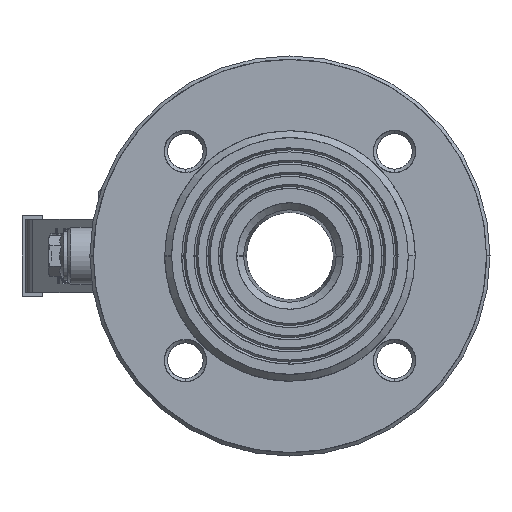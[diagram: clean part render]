
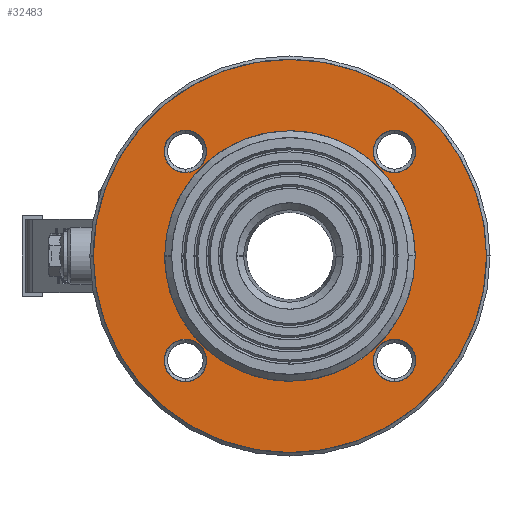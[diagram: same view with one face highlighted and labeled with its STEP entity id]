
A CAD part, left-side view. The second image highlights one B-rep face of the part: STEP entity #32483.
In plain terms, the highlighted planar face has unit normal (-1, 0, 0).
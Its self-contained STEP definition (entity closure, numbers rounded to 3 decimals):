
#8575=PLANE('',#43844);
#14542=ORIENTED_EDGE('',*,*,#21015,.F.);
#14543=ORIENTED_EDGE('',*,*,#21016,.F.);
#14544=ORIENTED_EDGE('',*,*,#21017,.F.);
#14545=ORIENTED_EDGE('',*,*,#21018,.F.);
#14546=ORIENTED_EDGE('',*,*,#21019,.F.);
#14547=ORIENTED_EDGE('',*,*,#21020,.F.);
#14548=ORIENTED_EDGE('',*,*,#21021,.F.);
#14549=ORIENTED_EDGE('',*,*,#21022,.F.);
#14550=ORIENTED_EDGE('',*,*,#21023,.F.);
#14551=ORIENTED_EDGE('',*,*,#21024,.F.);
#14552=ORIENTED_EDGE('',*,*,#21025,.F.);
#14553=ORIENTED_EDGE('',*,*,#21026,.F.);
#21015=EDGE_CURVE('',#26652,#26653,#28423,.F.);
#21016=EDGE_CURVE('',#26653,#26652,#28424,.F.);
#21017=EDGE_CURVE('',#26654,#26655,#28425,.F.);
#21018=EDGE_CURVE('',#26655,#26654,#28426,.F.);
#21019=EDGE_CURVE('',#26656,#26657,#28427,.F.);
#21020=EDGE_CURVE('',#26657,#26656,#28428,.F.);
#21021=EDGE_CURVE('',#26658,#26659,#28429,.F.);
#21022=EDGE_CURVE('',#26659,#26658,#28430,.F.);
#21023=EDGE_CURVE('',#26660,#26661,#28431,.F.);
#21024=EDGE_CURVE('',#26661,#26660,#28432,.F.);
#21025=EDGE_CURVE('',#26662,#26663,#28433,.F.);
#21026=EDGE_CURVE('',#26663,#26662,#28434,.F.);
#26652=VERTEX_POINT('',#68685);
#26653=VERTEX_POINT('',#68686);
#26654=VERTEX_POINT('',#68701);
#26655=VERTEX_POINT('',#68702);
#26656=VERTEX_POINT('',#68717);
#26657=VERTEX_POINT('',#68718);
#26658=VERTEX_POINT('',#68733);
#26659=VERTEX_POINT('',#68734);
#26660=VERTEX_POINT('',#68753);
#26661=VERTEX_POINT('',#68754);
#26662=VERTEX_POINT('',#68777);
#26663=VERTEX_POINT('',#68778);
#28423=B_SPLINE_CURVE_WITH_KNOTS('',3,(#68678,#68679,#68680,#68681,#68682,
#68683,#68684),.UNSPECIFIED.,.F.,.F.,(4,1,1,1,4),(0.,0.25,0.5,0.75,1.),
 .UNSPECIFIED.);
#28424=B_SPLINE_CURVE_WITH_KNOTS('',3,(#68687,#68688,#68689,#68690,#68691,
#68692,#68693),.UNSPECIFIED.,.F.,.F.,(4,1,1,1,4),(0.,0.25,0.5,0.75,1.),
 .UNSPECIFIED.);
#28425=B_SPLINE_CURVE_WITH_KNOTS('',3,(#68694,#68695,#68696,#68697,#68698,
#68699,#68700),.UNSPECIFIED.,.F.,.F.,(4,1,1,1,4),(0.,0.25,0.5,0.75,1.),
 .UNSPECIFIED.);
#28426=B_SPLINE_CURVE_WITH_KNOTS('',3,(#68703,#68704,#68705,#68706,#68707,
#68708,#68709),.UNSPECIFIED.,.F.,.F.,(4,1,1,1,4),(0.,0.25,0.5,0.75,1.),
 .UNSPECIFIED.);
#28427=B_SPLINE_CURVE_WITH_KNOTS('',3,(#68710,#68711,#68712,#68713,#68714,
#68715,#68716),.UNSPECIFIED.,.F.,.F.,(4,1,1,1,4),(0.,0.25,0.5,0.75,1.),
 .UNSPECIFIED.);
#28428=B_SPLINE_CURVE_WITH_KNOTS('',3,(#68719,#68720,#68721,#68722,#68723,
#68724,#68725),.UNSPECIFIED.,.F.,.F.,(4,1,1,1,4),(0.,0.25,0.5,0.75,1.),
 .UNSPECIFIED.);
#28429=B_SPLINE_CURVE_WITH_KNOTS('',3,(#68726,#68727,#68728,#68729,#68730,
#68731,#68732),.UNSPECIFIED.,.F.,.F.,(4,1,1,1,4),(0.,0.25,0.5,0.75,1.),
 .UNSPECIFIED.);
#28430=B_SPLINE_CURVE_WITH_KNOTS('',3,(#68735,#68736,#68737,#68738,#68739,
#68740,#68741),.UNSPECIFIED.,.F.,.F.,(4,1,1,1,4),(0.,0.25,0.5,0.75,1.),
 .UNSPECIFIED.);
#28431=B_SPLINE_CURVE_WITH_KNOTS('',3,(#68742,#68743,#68744,#68745,#68746,
#68747,#68748,#68749,#68750,#68751,#68752),.UNSPECIFIED.,.F.,.F.,(4,1,1,
1,1,1,1,1,4),(0.,0.125,0.25,0.375,0.5,0.625,0.75,0.875,1.),
 .UNSPECIFIED.);
#28432=B_SPLINE_CURVE_WITH_KNOTS('',3,(#68755,#68756,#68757,#68758,#68759,
#68760,#68761,#68762,#68763,#68764,#68765),.UNSPECIFIED.,.F.,.F.,(4,1,1,
1,1,1,1,1,4),(0.,0.125,0.25,0.375,0.5,0.625,0.75,0.875,1.),
 .UNSPECIFIED.);
#28433=B_SPLINE_CURVE_WITH_KNOTS('',3,(#68766,#68767,#68768,#68769,#68770,
#68771,#68772,#68773,#68774,#68775,#68776),.UNSPECIFIED.,.F.,.F.,(4,1,1,
1,1,1,1,1,4),(0.,0.125,0.25,0.375,0.5,0.625,0.75,0.875,1.),
 .UNSPECIFIED.);
#28434=B_SPLINE_CURVE_WITH_KNOTS('',3,(#68779,#68780,#68781,#68782,#68783,
#68784,#68785,#68786,#68787,#68788,#68789),.UNSPECIFIED.,.F.,.F.,(4,1,1,
1,1,1,1,1,4),(0.,0.125,0.25,0.375,0.5,0.625,0.75,0.875,1.),
 .UNSPECIFIED.);
#29539=EDGE_LOOP('',(#14542,#14543));
#29540=EDGE_LOOP('',(#14544,#14545));
#29541=EDGE_LOOP('',(#14546,#14547));
#29542=EDGE_LOOP('',(#14548,#14549));
#29543=EDGE_LOOP('',(#14550,#14551));
#29544=EDGE_LOOP('',(#14552,#14553));
#31058=FACE_BOUND('',#29539,.T.);
#31059=FACE_BOUND('',#29540,.T.);
#31060=FACE_BOUND('',#29541,.T.);
#31061=FACE_BOUND('',#29542,.T.);
#31062=FACE_BOUND('',#29543,.T.);
#31063=FACE_BOUND('',#29544,.T.);
#32483=ADVANCED_FACE('',(#31058,#31059,#31060,#31061,#31062,#31063),#8575,
 .F.);
#43844=AXIS2_PLACEMENT_3D('',#68677,#50297,#50298);
#50297=DIRECTION('',(1.,0.,0.));
#50298=DIRECTION('',(0.,-1.,0.));
#68677=CARTESIAN_POINT('',(-60.5,58.76,58.76));
#68678=CARTESIAN_POINT('',(-60.5,30.052,-36.152));
#68679=CARTESIAN_POINT('',(-60.5,31.641,-36.158));
#68680=CARTESIAN_POINT('',(-60.5,34.834,-34.829));
#68681=CARTESIAN_POINT('',(-60.5,36.811,-30.052));
#68682=CARTESIAN_POINT('',(-60.5,34.833,-25.275));
#68683=CARTESIAN_POINT('',(-60.5,31.643,-23.946));
#68684=CARTESIAN_POINT('',(-60.5,30.052,-23.952));
#68685=CARTESIAN_POINT('',(-60.5,30.052,-23.952));
#68686=CARTESIAN_POINT('',(-60.5,30.052,-36.152));
#68687=CARTESIAN_POINT('',(-60.5,30.052,-23.952));
#68688=CARTESIAN_POINT('',(-60.5,28.463,-23.946));
#68689=CARTESIAN_POINT('',(-60.5,25.27,-25.275));
#68690=CARTESIAN_POINT('',(-60.5,23.293,-30.052));
#68691=CARTESIAN_POINT('',(-60.5,25.271,-34.829));
#68692=CARTESIAN_POINT('',(-60.5,28.461,-36.158));
#68693=CARTESIAN_POINT('',(-60.5,30.052,-36.152));
#68694=CARTESIAN_POINT('',(-60.5,-30.052,-36.152));
#68695=CARTESIAN_POINT('',(-60.5,-28.463,-36.158));
#68696=CARTESIAN_POINT('',(-60.5,-25.27,-34.829));
#68697=CARTESIAN_POINT('',(-60.5,-23.293,-30.052));
#68698=CARTESIAN_POINT('',(-60.5,-25.271,-25.275));
#68699=CARTESIAN_POINT('',(-60.5,-28.461,-23.946));
#68700=CARTESIAN_POINT('',(-60.5,-30.052,-23.952));
#68701=CARTESIAN_POINT('',(-60.5,-30.052,-23.952));
#68702=CARTESIAN_POINT('',(-60.5,-30.052,-36.152));
#68703=CARTESIAN_POINT('',(-60.5,-30.052,-23.952));
#68704=CARTESIAN_POINT('',(-60.5,-31.641,-23.946));
#68705=CARTESIAN_POINT('',(-60.5,-34.834,-25.275));
#68706=CARTESIAN_POINT('',(-60.5,-36.811,-30.052));
#68707=CARTESIAN_POINT('',(-60.5,-34.833,-34.829));
#68708=CARTESIAN_POINT('',(-60.5,-31.643,-36.158));
#68709=CARTESIAN_POINT('',(-60.5,-30.052,-36.152));
#68710=CARTESIAN_POINT('',(-60.5,-30.052,23.952));
#68711=CARTESIAN_POINT('',(-60.5,-28.463,23.946));
#68712=CARTESIAN_POINT('',(-60.5,-25.27,25.275));
#68713=CARTESIAN_POINT('',(-60.5,-23.293,30.052));
#68714=CARTESIAN_POINT('',(-60.5,-25.271,34.829));
#68715=CARTESIAN_POINT('',(-60.5,-28.461,36.158));
#68716=CARTESIAN_POINT('',(-60.5,-30.052,36.152));
#68717=CARTESIAN_POINT('',(-60.5,-30.052,36.152));
#68718=CARTESIAN_POINT('',(-60.5,-30.052,23.952));
#68719=CARTESIAN_POINT('',(-60.5,-30.052,36.152));
#68720=CARTESIAN_POINT('',(-60.5,-31.641,36.158));
#68721=CARTESIAN_POINT('',(-60.5,-34.834,34.829));
#68722=CARTESIAN_POINT('',(-60.5,-36.811,30.052));
#68723=CARTESIAN_POINT('',(-60.5,-34.833,25.275));
#68724=CARTESIAN_POINT('',(-60.5,-31.643,23.946));
#68725=CARTESIAN_POINT('',(-60.5,-30.052,23.952));
#68726=CARTESIAN_POINT('',(-60.5,30.052,23.952));
#68727=CARTESIAN_POINT('',(-60.5,31.641,23.946));
#68728=CARTESIAN_POINT('',(-60.5,34.834,25.275));
#68729=CARTESIAN_POINT('',(-60.5,36.811,30.052));
#68730=CARTESIAN_POINT('',(-60.5,34.833,34.829));
#68731=CARTESIAN_POINT('',(-60.5,31.643,36.158));
#68732=CARTESIAN_POINT('',(-60.5,30.052,36.152));
#68733=CARTESIAN_POINT('',(-60.5,30.052,36.152));
#68734=CARTESIAN_POINT('',(-60.5,30.052,23.952));
#68735=CARTESIAN_POINT('',(-60.5,30.052,36.152));
#68736=CARTESIAN_POINT('',(-60.5,28.463,36.158));
#68737=CARTESIAN_POINT('',(-60.5,25.27,34.829));
#68738=CARTESIAN_POINT('',(-60.5,23.293,30.052));
#68739=CARTESIAN_POINT('',(-60.5,25.271,25.275));
#68740=CARTESIAN_POINT('',(-60.5,28.461,23.946));
#68741=CARTESIAN_POINT('',(-60.5,30.052,23.952));
#68742=CARTESIAN_POINT('',(-60.5,-36.,0.));
#68743=CARTESIAN_POINT('',(-60.5,-36.004,-4.708));
#68744=CARTESIAN_POINT('',(-60.5,-34.124,-14.137));
#68745=CARTESIAN_POINT('',(-60.5,-26.119,-26.118));
#68746=CARTESIAN_POINT('',(-60.5,-14.135,-34.126));
#68747=CARTESIAN_POINT('',(-60.5,0.,-36.937));
#68748=CARTESIAN_POINT('',(-60.5,14.135,-34.126));
#68749=CARTESIAN_POINT('',(-60.5,26.119,-26.118));
#68750=CARTESIAN_POINT('',(-60.5,34.124,-14.136));
#68751=CARTESIAN_POINT('',(-60.5,36.004,-4.709));
#68752=CARTESIAN_POINT('',(-60.5,36.,0.));
#68753=CARTESIAN_POINT('',(-60.5,36.,0.));
#68754=CARTESIAN_POINT('',(-60.5,-36.,0.));
#68755=CARTESIAN_POINT('',(-60.5,36.,0.));
#68756=CARTESIAN_POINT('',(-60.5,36.004,4.708));
#68757=CARTESIAN_POINT('',(-60.5,34.124,14.137));
#68758=CARTESIAN_POINT('',(-60.5,26.119,26.118));
#68759=CARTESIAN_POINT('',(-60.5,14.135,34.126));
#68760=CARTESIAN_POINT('',(-60.5,0.,36.937));
#68761=CARTESIAN_POINT('',(-60.5,-14.135,34.126));
#68762=CARTESIAN_POINT('',(-60.5,-26.119,26.118));
#68763=CARTESIAN_POINT('',(-60.5,-34.124,14.136));
#68764=CARTESIAN_POINT('',(-60.5,-36.004,4.709));
#68765=CARTESIAN_POINT('',(-60.5,-36.,0.));
#68766=CARTESIAN_POINT('',(-60.5,-56.5,0.));
#68767=CARTESIAN_POINT('',(-60.5,-56.505,7.383));
#68768=CARTESIAN_POINT('',(-60.5,-53.556,22.19));
#68769=CARTESIAN_POINT('',(-60.5,-40.992,40.99));
#68770=CARTESIAN_POINT('',(-60.5,-22.184,53.558));
#68771=CARTESIAN_POINT('',(-60.5,0.,57.971));
#68772=CARTESIAN_POINT('',(-60.5,22.184,53.558));
#68773=CARTESIAN_POINT('',(-60.5,40.992,40.99));
#68774=CARTESIAN_POINT('',(-60.5,53.556,22.189));
#68775=CARTESIAN_POINT('',(-60.5,56.505,7.385));
#68776=CARTESIAN_POINT('',(-60.5,56.5,0.));
#68777=CARTESIAN_POINT('',(-60.5,56.5,0.));
#68778=CARTESIAN_POINT('',(-60.5,-56.5,0.));
#68779=CARTESIAN_POINT('',(-60.5,56.5,0.));
#68780=CARTESIAN_POINT('',(-60.5,56.505,-7.383));
#68781=CARTESIAN_POINT('',(-60.5,53.556,-22.19));
#68782=CARTESIAN_POINT('',(-60.5,40.992,-40.99));
#68783=CARTESIAN_POINT('',(-60.5,22.184,-53.558));
#68784=CARTESIAN_POINT('',(-60.5,0.,-57.971));
#68785=CARTESIAN_POINT('',(-60.5,-22.184,-53.558));
#68786=CARTESIAN_POINT('',(-60.5,-40.992,-40.99));
#68787=CARTESIAN_POINT('',(-60.5,-53.556,-22.189));
#68788=CARTESIAN_POINT('',(-60.5,-56.505,-7.385));
#68789=CARTESIAN_POINT('',(-60.5,-56.5,0.));
